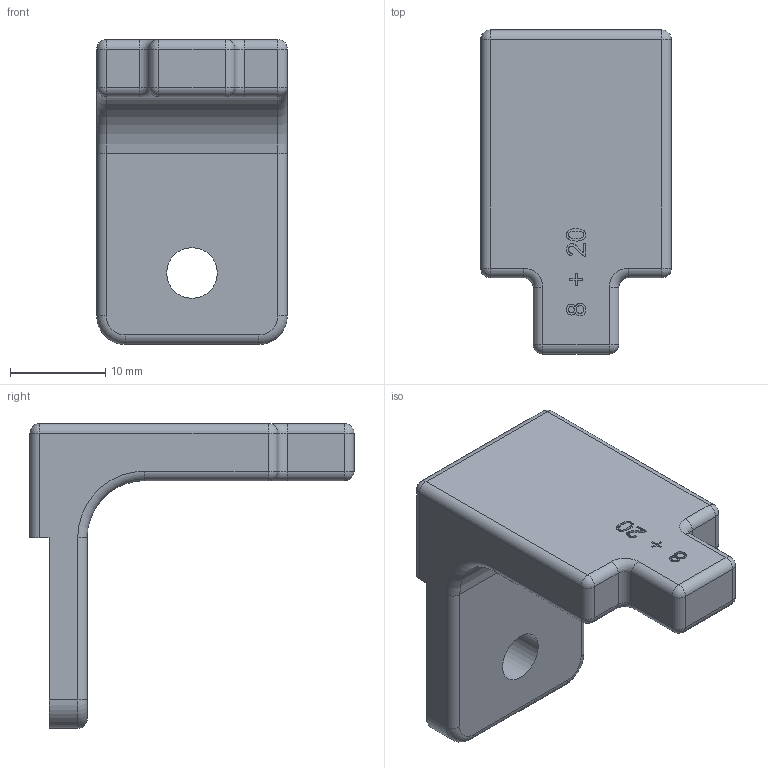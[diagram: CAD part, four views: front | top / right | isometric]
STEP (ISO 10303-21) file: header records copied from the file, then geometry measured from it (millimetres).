
FILE_DESCRIPTION(/* description */ (''),/* implementation_level */ '2;1');
FILE_NAME(/* name */ 'DAB fork 8+20.step',/* time_stamp */ '2023-09-28T22:04:55+08:00',/* author */ (''),/* organization */ (''),/* preprocessor_version */ 'ST-DEVELOPER v20',/* originating_system */ 'Autodesk Translation Framework v12.14.0.127',/* authorisation */ '');
FILE_SCHEMA (('AUTOMOTIVE_DESIGN { 1 0 10303 214 3 1 1 }'));
Length unit declared in the file: millimetre
Products named in the file (1): DAB fork
Bounding box: 20 x 34 x 32 mm (x, y, z)
Volume: 5862.8 mm3; surface area: 2947.3 mm2
Topology: 1 solids, 1 shells, 156 faces, 395 edges, 248 vertices
Faces by surface type: bspline 71, plane 37, cylinder 30, sphere 10, torus 8
Full cylindrical faces by diameter (mm): 5.3 x1
Entity records: 5346 total; most frequent: CARTESIAN_POINT 2007, ORIENTED_EDGE 790, DIRECTION 493, EDGE_CURVE 395, VERTEX_POINT 248, LINE 185, VECTOR 185, EDGE_LOOP 165
